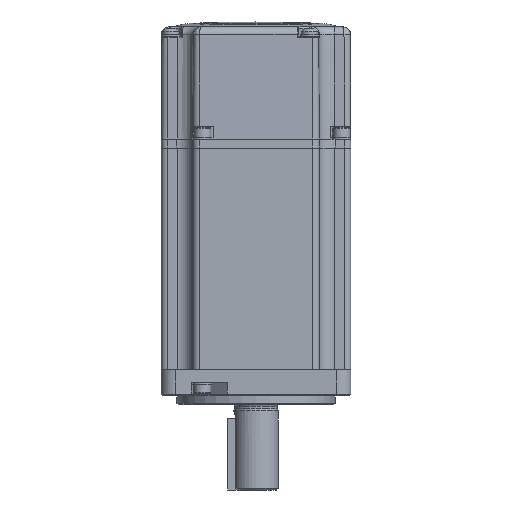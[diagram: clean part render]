
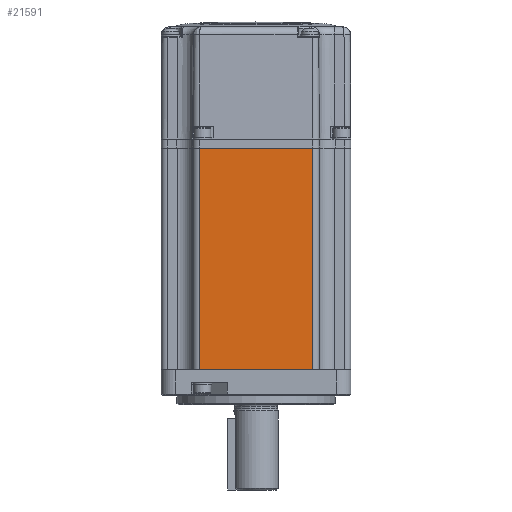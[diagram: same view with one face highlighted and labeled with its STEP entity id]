
A CAD part, front view. The second image highlights one B-rep face of the part: STEP entity #21591.
In plain terms, the highlighted planar face has unit normal (0, -1, 0).
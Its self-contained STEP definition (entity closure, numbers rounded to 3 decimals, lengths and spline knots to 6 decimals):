
#1142=PLANE('',#24424);
#1877=FACE_OUTER_BOUND('',#2998,.T.);
#2998=EDGE_LOOP('',(#16865,#16866,#16867,#16868));
#5597=LINE('',#45759,#7588);
#5598=LINE('',#45762,#7589);
#5599=LINE('',#45764,#7590);
#5600=LINE('',#45765,#7591);
#7588=VECTOR('',#28104,0.07);
#7589=VECTOR('',#28107,0.036);
#7590=VECTOR('',#28108,0.07);
#7591=VECTOR('',#28109,0.036);
#9918=VERTEX_POINT('',#45755);
#9919=VERTEX_POINT('',#45757);
#9920=VERTEX_POINT('',#45761);
#9921=VERTEX_POINT('',#45763);
#12594=EDGE_CURVE('',#9919,#9918,#5597,.T.);
#12595=EDGE_CURVE('',#9919,#9920,#5598,.T.);
#12596=EDGE_CURVE('',#9921,#9920,#5599,.T.);
#12597=EDGE_CURVE('',#9921,#9918,#5600,.T.);
#16865=ORIENTED_EDGE('',*,*,#12594,.F.);
#16866=ORIENTED_EDGE('',*,*,#12595,.T.);
#16867=ORIENTED_EDGE('',*,*,#12596,.F.);
#16868=ORIENTED_EDGE('',*,*,#12597,.T.);
#21591=ADVANCED_FACE('',(#1877),#1142,.F.);
#24424=AXIS2_PLACEMENT_3D('',#45760,#28105,#28106);
#28104=DIRECTION('',(0.,0.,-1.));
#28105=DIRECTION('center_axis',(0.,1.,0.));
#28106=DIRECTION('ref_axis',(0.,0.,1.));
#28107=DIRECTION('',(-1.,0.,0.));
#28108=DIRECTION('',(0.,0.,1.));
#28109=DIRECTION('',(1.,0.,0.));
#45755=CARTESIAN_POINT('',(0.014358,-0.048451,-0.011538));
#45757=CARTESIAN_POINT('',(0.014358,-0.048451,0.058462));
#45759=CARTESIAN_POINT('',(0.014358,-0.048451,0.058462));
#45760=CARTESIAN_POINT('Origin',(-0.023642,-0.048451,
0.059712));
#45761=CARTESIAN_POINT('',(-0.021642,-0.048451,0.058462));
#45762=CARTESIAN_POINT('',(0.014358,-0.048451,0.058462));
#45763=CARTESIAN_POINT('',(-0.021642,-0.048451,-0.011538));
#45764=CARTESIAN_POINT('',(-0.021642,-0.048451,-0.011538));
#45765=CARTESIAN_POINT('',(-0.021642,-0.048451,-0.011538));
